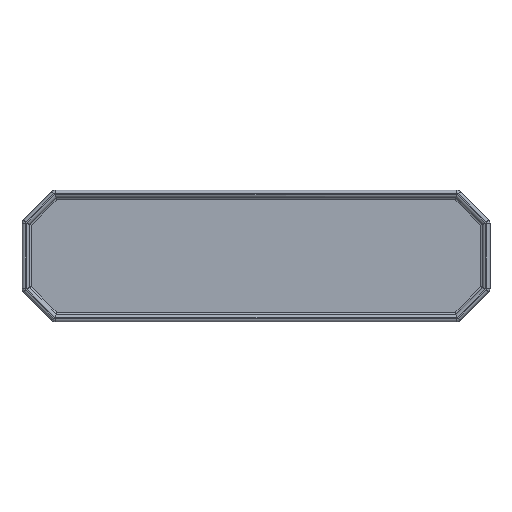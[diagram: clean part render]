
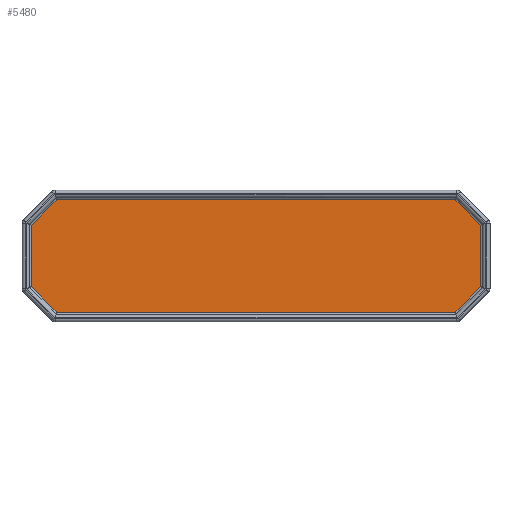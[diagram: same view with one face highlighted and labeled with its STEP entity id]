
A CAD part, top view. The second image highlights one B-rep face of the part: STEP entity #5480.
In plain terms, the highlighted planar face has unit normal (0, 0, 1).
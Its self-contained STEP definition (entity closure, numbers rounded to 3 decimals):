
#5121=CARTESIAN_POINT('',(525.99,-6.822,33.0));
#5122=VERTEX_POINT('',#5121);
#5130=CARTESIAN_POINT('',(143.446,-6.822,33.0));
#5131=VERTEX_POINT('',#5130);
#5132=CARTESIAN_POINT('',(525.99,-6.822,33.0));
#5133=DIRECTION('',(-1.0,0.0,0.0));
#5134=VECTOR('',#5133,382.544);
#5135=LINE('',#5132,#5134);
#5136=EDGE_CURVE('',#5122,#5131,#5135,.T.);
#5162=CARTESIAN_POINT('',(118.718,17.906,33.0));
#5163=VERTEX_POINT('',#5162);
#5164=CARTESIAN_POINT('',(143.446,-6.822,33.0));
#5165=DIRECTION('',(-0.707,0.707,0.0));
#5166=VECTOR('',#5165,34.971);
#5167=LINE('',#5164,#5166);
#5168=EDGE_CURVE('',#5131,#5163,#5167,.T.);
#5194=CARTESIAN_POINT('',(118.718,76.941,33.0));
#5195=VERTEX_POINT('',#5194);
#5196=CARTESIAN_POINT('',(118.718,17.906,33.0));
#5197=DIRECTION('',(0.0,1.0,0.0));
#5198=VECTOR('',#5197,59.035);
#5199=LINE('',#5196,#5198);
#5200=EDGE_CURVE('',#5163,#5195,#5199,.T.);
#5226=CARTESIAN_POINT('',(143.446,101.669,33.0));
#5227=VERTEX_POINT('',#5226);
#5228=CARTESIAN_POINT('',(118.718,76.941,33.0));
#5229=DIRECTION('',(0.707,0.707,0.0));
#5230=VECTOR('',#5229,34.971);
#5231=LINE('',#5228,#5230);
#5232=EDGE_CURVE('',#5195,#5227,#5231,.T.);
#5258=CARTESIAN_POINT('',(525.99,101.669,33.0));
#5259=VERTEX_POINT('',#5258);
#5260=CARTESIAN_POINT('',(143.446,101.669,33.0));
#5261=DIRECTION('',(1.0,0.0,0.0));
#5262=VECTOR('',#5261,382.544);
#5263=LINE('',#5260,#5262);
#5264=EDGE_CURVE('',#5227,#5259,#5263,.T.);
#5290=CARTESIAN_POINT('',(550.718,76.941,33.0));
#5291=VERTEX_POINT('',#5290);
#5292=CARTESIAN_POINT('',(525.99,101.669,33.0));
#5293=DIRECTION('',(0.707,-0.707,0.0));
#5294=VECTOR('',#5293,34.971);
#5295=LINE('',#5292,#5294);
#5296=EDGE_CURVE('',#5259,#5291,#5295,.T.);
#5322=CARTESIAN_POINT('',(550.718,17.906,33.0));
#5323=VERTEX_POINT('',#5322);
#5324=CARTESIAN_POINT('',(550.718,76.941,33.0));
#5325=DIRECTION('',(0.0,-1.0,0.0));
#5326=VECTOR('',#5325,59.035);
#5327=LINE('',#5324,#5326);
#5328=EDGE_CURVE('',#5291,#5323,#5327,.T.);
#5352=CARTESIAN_POINT('',(550.718,17.906,33.0));
#5353=DIRECTION('',(-0.707,-0.707,0.0));
#5354=VECTOR('',#5353,34.971);
#5355=LINE('',#5352,#5354);
#5356=EDGE_CURVE('',#5323,#5122,#5355,.T.);
#5465=CARTESIAN_POINT('',(334.718,47.423,33.0));
#5466=DIRECTION('',(0.0,0.0,1.0));
#5467=DIRECTION('',(1.0,0.0,0.0));
#5468=AXIS2_PLACEMENT_3D('',#5465,#5466,#5467);
#5469=PLANE('',#5468);
#5470=ORIENTED_EDGE('',*,*,#5136,.F.);
#5471=ORIENTED_EDGE('',*,*,#5356,.F.);
#5472=ORIENTED_EDGE('',*,*,#5328,.F.);
#5473=ORIENTED_EDGE('',*,*,#5296,.F.);
#5474=ORIENTED_EDGE('',*,*,#5264,.F.);
#5475=ORIENTED_EDGE('',*,*,#5232,.F.);
#5476=ORIENTED_EDGE('',*,*,#5200,.F.);
#5477=ORIENTED_EDGE('',*,*,#5168,.F.);
#5478=EDGE_LOOP('',(#5470,#5471,#5472,#5473,#5474,#5475,#5476,#5477));
#5479=FACE_OUTER_BOUND('',#5478,.T.);
#5480=ADVANCED_FACE('',(#5479),#5469,.T.);
